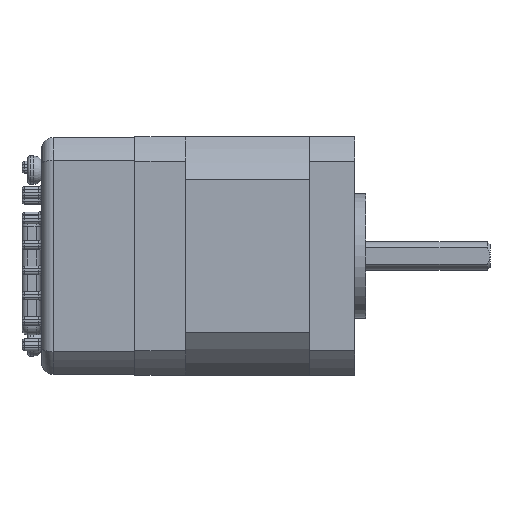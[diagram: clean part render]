
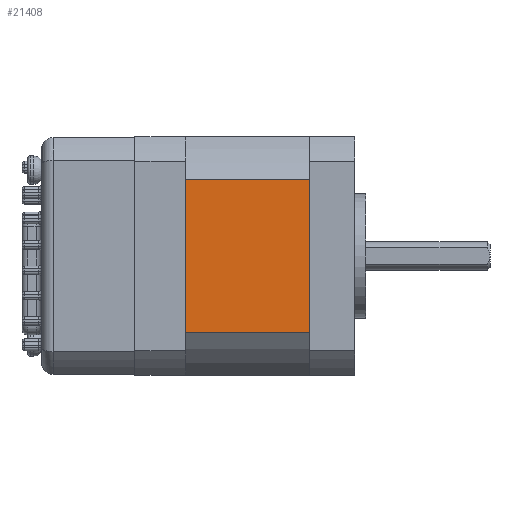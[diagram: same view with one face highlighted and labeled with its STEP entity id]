
A CAD part, left-side view. The second image highlights one B-rep face of the part: STEP entity #21408.
In plain terms, the highlighted planar face has unit normal (-1, 0, 0).
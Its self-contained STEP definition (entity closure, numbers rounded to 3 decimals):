
#3467 = CARTESIAN_POINT ( 'NONE',  ( -21.15, 0., -13.516 ) ) ;
#5796 = DIRECTION ( 'NONE',  ( 0., 1., 0. ) ) ;
#6259 = CARTESIAN_POINT ( 'NONE',  ( -21.15, 0., 21.15 ) ) ;
#6864 = CARTESIAN_POINT ( 'NONE',  ( -21.15, 0., -13.516 ) ) ;
#8781 = AXIS2_PLACEMENT_3D ( 'NONE', #32075, #49054, #32604 ) ;
#9635 = VECTOR ( 'NONE', #21204, 1000. ) ;
#12465 = ORIENTED_EDGE ( 'NONE', *, *, #22153, .F. ) ;
#14432 = LINE ( 'NONE', #6864, #49385 ) ;
#14494 = CARTESIAN_POINT ( 'NONE',  ( -21.15, 0., 13.516 ) ) ;
#14497 = VECTOR ( 'NONE', #33955, 1000. ) ;
#15104 = PLANE ( 'NONE',  #8781 ) ;
#15332 = CARTESIAN_POINT ( 'NONE',  ( -21.15, 22., -13.516 ) ) ;
#17569 = CARTESIAN_POINT ( 'NONE',  ( -21.15, 0., 13.516 ) ) ;
#19073 = DIRECTION ( 'NONE',  ( 0., 0., 1. ) ) ;
#19640 = EDGE_CURVE ( 'NONE', #44137, #43069, #44396, .T. ) ;
#20983 = VERTEX_POINT ( 'NONE', #20991 ) ;
#20991 = CARTESIAN_POINT ( 'NONE',  ( -21.15, 22., 13.516 ) ) ;
#21204 = DIRECTION ( 'NONE',  ( 0., -1., 0. ) ) ;
#21408 = ADVANCED_FACE ( 'NONE', ( #36781 ), #15104, .F. ) ;
#22153 = EDGE_CURVE ( 'NONE', #44137, #23680, #14432, .T. ) ;
#23680 = VERTEX_POINT ( 'NONE', #15332 ) ;
#28637 = ORIENTED_EDGE ( 'NONE', *, *, #46339, .F. ) ;
#32075 = CARTESIAN_POINT ( 'NONE',  ( -21.15, 22., 21.15 ) ) ;
#32604 = DIRECTION ( 'NONE',  ( 0., 0., -1. ) ) ;
#33955 = DIRECTION ( 'NONE',  ( 0., 0., 1. ) ) ;
#34016 = EDGE_CURVE ( 'NONE', #23680, #20983, #37848, .T. ) ;
#36781 = FACE_OUTER_BOUND ( 'NONE', #38675, .T. ) ;
#37622 = LINE ( 'NONE', #17569, #9635 ) ;
#37848 = LINE ( 'NONE', #42051, #14497 ) ;
#38675 = EDGE_LOOP ( 'NONE', ( #12465, #52059, #28637, #50853 ) ) ;
#42051 = CARTESIAN_POINT ( 'NONE',  ( -21.15, 22., 21.15 ) ) ;
#43069 = VERTEX_POINT ( 'NONE', #14494 ) ;
#44137 = VERTEX_POINT ( 'NONE', #3467 ) ;
#44396 = LINE ( 'NONE', #6259, #54951 ) ;
#46339 = EDGE_CURVE ( 'NONE', #20983, #43069, #37622, .T. ) ;
#49054 = DIRECTION ( 'NONE',  ( 1., 0., 0. ) ) ;
#49385 = VECTOR ( 'NONE', #5796, 1000. ) ;
#50853 = ORIENTED_EDGE ( 'NONE', *, *, #34016, .F. ) ;
#52059 = ORIENTED_EDGE ( 'NONE', *, *, #19640, .T. ) ;
#54951 = VECTOR ( 'NONE', #19073, 1000. ) ;
